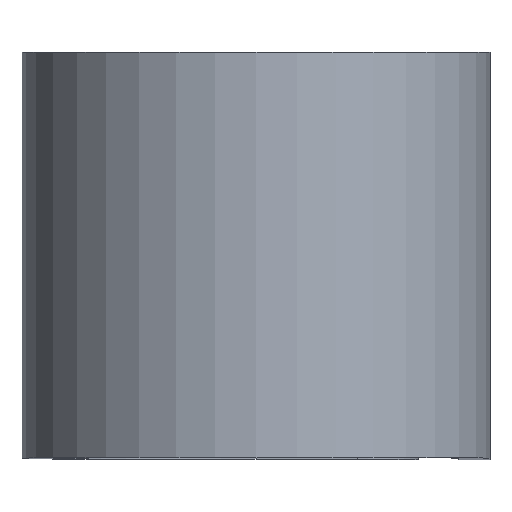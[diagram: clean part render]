
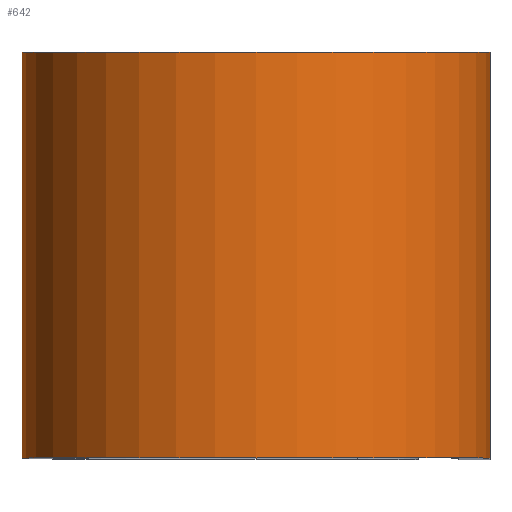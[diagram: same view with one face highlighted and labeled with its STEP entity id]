
A CAD part, top view. The second image highlights one B-rep face of the part: STEP entity #642.
In plain terms, the highlighted cylindrical face has radius 9.157 mm (diameter 18.313 mm), a partial arc.
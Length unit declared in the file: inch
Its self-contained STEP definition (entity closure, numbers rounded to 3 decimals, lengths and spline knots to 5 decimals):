
#18 = VERTEX_POINT ( 'NONE', #113 ) ;
#29 = CIRCLE ( 'NONE', #496, 0.3605 ) ;
#38 = LINE ( 'NONE', #858, #504 ) ;
#60 = ORIENTED_EDGE ( 'NONE', *, *, #297, .T. ) ;
#64 = DIRECTION ( 'NONE',  ( 0., -1., 0. ) ) ;
#113 = CARTESIAN_POINT ( 'NONE',  ( -0.3605, -0.3125, 0.625 ) ) ;
#122 = EDGE_LOOP ( 'NONE', ( #630, #280, #585, #60 ) ) ;
#180 = VERTEX_POINT ( 'NONE', #388 ) ;
#181 = EDGE_CURVE ( 'NONE', #180, #210, #186, .T. ) ;
#186 = LINE ( 'NONE', #655, #461 ) ;
#210 = VERTEX_POINT ( 'NONE', #528 ) ;
#214 = DIRECTION ( 'NONE',  ( 0., 1., 0. ) ) ;
#217 = FACE_OUTER_BOUND ( 'NONE', #122, .T. ) ;
#280 = ORIENTED_EDGE ( 'NONE', *, *, #181, .F. ) ;
#297 = EDGE_CURVE ( 'NONE', #661, #18, #38, .T. ) ;
#302 = AXIS2_PLACEMENT_3D ( 'NONE', #392, #788, #459 ) ;
#344 = DIRECTION ( 'NONE',  ( 0., 1., 0. ) ) ;
#388 = CARTESIAN_POINT ( 'NONE',  ( 0.3605, 0.3125, 0.625 ) ) ;
#392 = CARTESIAN_POINT ( 'NONE',  ( 0., 0.3125, 0.625 ) ) ;
#394 = CARTESIAN_POINT ( 'NONE',  ( -0.3605, 0.3125, 0.625 ) ) ;
#459 = DIRECTION ( 'NONE',  ( 0., 0., -1. ) ) ;
#461 = VECTOR ( 'NONE', #522, 39.37008 ) ;
#471 = EDGE_CURVE ( 'NONE', #661, #180, #29, .T. ) ;
#496 = AXIS2_PLACEMENT_3D ( 'NONE', #742, #344, #811 ) ;
#504 = VECTOR ( 'NONE', #64, 39.37008 ) ;
#522 = DIRECTION ( 'NONE',  ( 0., -1., 0. ) ) ;
#528 = CARTESIAN_POINT ( 'NONE',  ( 0.3605, -0.3125, 0.625 ) ) ;
#545 = CYLINDRICAL_SURFACE ( 'NONE', #302, 0.3605 ) ;
#585 = ORIENTED_EDGE ( 'NONE', *, *, #471, .F. ) ;
#607 = CARTESIAN_POINT ( 'NONE',  ( 0., -0.3125, 0.625 ) ) ;
#610 = AXIS2_PLACEMENT_3D ( 'NONE', #607, #214, #674 ) ;
#630 = ORIENTED_EDGE ( 'NONE', *, *, #740, .T. ) ;
#636 = CIRCLE ( 'NONE', #610, 0.3605 ) ;
#642 = ADVANCED_FACE ( 'NONE', ( #217 ), #545, .T. ) ;
#655 = CARTESIAN_POINT ( 'NONE',  ( 0.3605, 0.3125, 0.625 ) ) ;
#661 = VERTEX_POINT ( 'NONE', #394 ) ;
#674 = DIRECTION ( 'NONE',  ( 1., 0., 0. ) ) ;
#740 = EDGE_CURVE ( 'NONE', #18, #210, #636, .T. ) ;
#742 = CARTESIAN_POINT ( 'NONE',  ( 0., 0.3125, 0.625 ) ) ;
#788 = DIRECTION ( 'NONE',  ( 0., -1., 0. ) ) ;
#811 = DIRECTION ( 'NONE',  ( 1., 0., 0. ) ) ;
#858 = CARTESIAN_POINT ( 'NONE',  ( -0.3605, 0.3125, 0.625 ) ) ;
